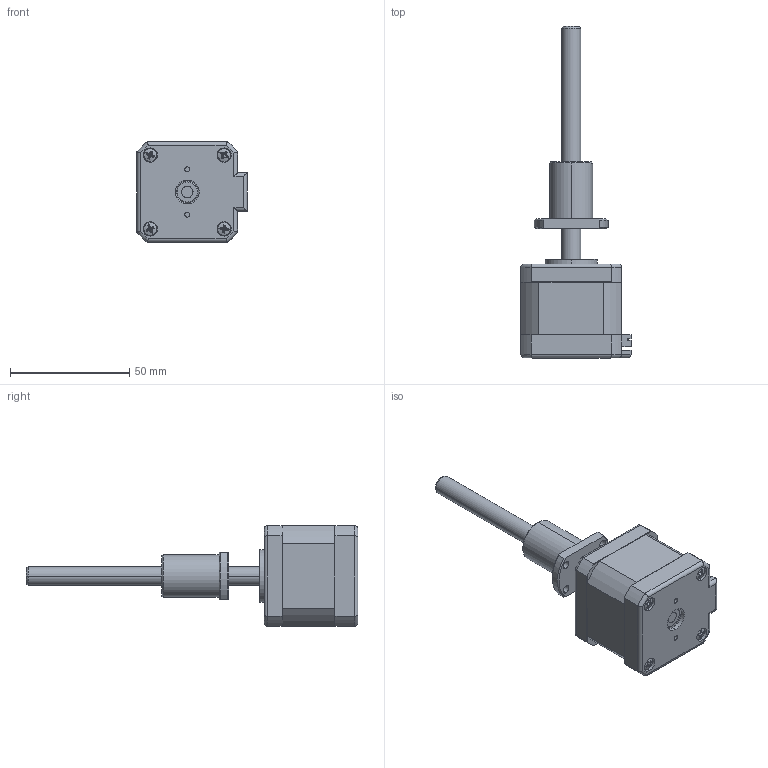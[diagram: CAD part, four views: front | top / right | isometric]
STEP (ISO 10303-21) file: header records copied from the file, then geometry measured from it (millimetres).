
FILE_DESCRIPTION (( 'STEP AP214' ), '1' );
FILE_NAME ('BE172S-B0808-100-FF1-0-200.STEP', '2021-04-26T05:05:43', ( '' ), ( '' ), 'SwSTEP 2.0', 'SolidWorks 2014', '' );
FILE_SCHEMA (( 'AUTOMOTIVE_DESIGN' ));
Length unit declared in the file: inch
Products named in the file (1): BE172S-B0808-100-FF1-0-200
Bounding box: 46.2 x 139.3 x 42.2 mm (x, y, z)
Surface area: 20705.3 mm2 (no closed solid volume)
Topology: 0 solids, 18 shells, 311 faces, 1002 edges, 705 vertices
Faces by surface type: plane 163, cylinder 76, cone 50, torus 14, sphere 8
Entity records: 15724 total; most frequent: CARTESIAN_POINT 2895, DIRECTION 1770, ORIENTED_EDGE 1725, EDGE_CURVE 1002, VERTEX_POINT 705, AXIS2_PLACEMENT_3D 596, LINE 578, VECTOR 578
